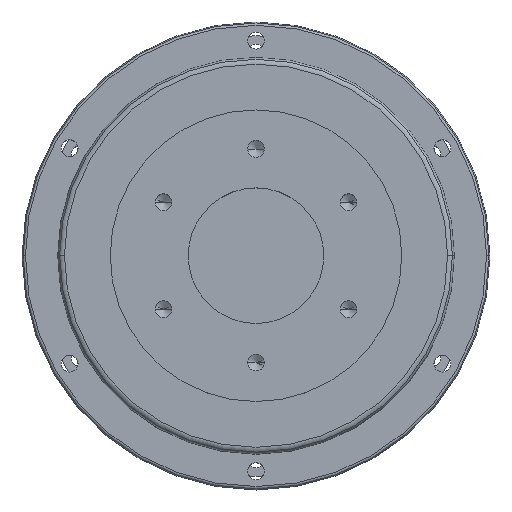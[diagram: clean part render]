
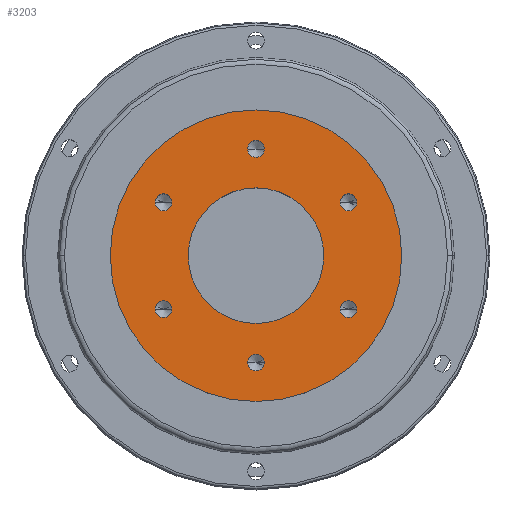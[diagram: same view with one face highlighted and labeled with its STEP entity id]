
A CAD part, top view. The second image highlights one B-rep face of the part: STEP entity #3203.
In plain terms, the highlighted planar face has unit normal (0, 0, 1).
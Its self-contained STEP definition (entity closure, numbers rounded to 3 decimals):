
#1072=CARTESIAN_POINT('',(27.28,-15.75,57.));
#1073=DIRECTION('',(0.,0.,-1.));
#1074=DIRECTION('',(1.,0.,0.));
#1075=AXIS2_PLACEMENT_3D('',#1072,#1073,#1074);
#1077=CARTESIAN_POINT('',(27.28,-15.75,57.));
#1078=DIRECTION('',(0.,0.,-1.));
#1079=DIRECTION('',(-1.,0.,0.));
#1080=AXIS2_PLACEMENT_3D('',#1077,#1078,#1079);
#1082=CARTESIAN_POINT('',(27.28,15.75,57.));
#1083=DIRECTION('',(0.,0.,-1.));
#1084=DIRECTION('',(1.,0.,0.));
#1085=AXIS2_PLACEMENT_3D('',#1082,#1083,#1084);
#1087=CARTESIAN_POINT('',(27.28,15.75,57.));
#1088=DIRECTION('',(0.,0.,-1.));
#1089=DIRECTION('',(-1.,0.,0.));
#1090=AXIS2_PLACEMENT_3D('',#1087,#1088,#1089);
#1092=CARTESIAN_POINT('',(0.,31.5,57.));
#1093=DIRECTION('',(0.,0.,-1.));
#1094=DIRECTION('',(1.,0.,0.));
#1095=AXIS2_PLACEMENT_3D('',#1092,#1093,#1094);
#1097=CARTESIAN_POINT('',(0.,31.5,57.));
#1098=DIRECTION('',(0.,0.,-1.));
#1099=DIRECTION('',(-1.,0.,0.));
#1100=AXIS2_PLACEMENT_3D('',#1097,#1098,#1099);
#1102=CARTESIAN_POINT('',(-27.28,15.75,57.));
#1103=DIRECTION('',(0.,0.,-1.));
#1104=DIRECTION('',(1.,0.,0.));
#1105=AXIS2_PLACEMENT_3D('',#1102,#1103,#1104);
#1107=CARTESIAN_POINT('',(-27.28,15.75,57.));
#1108=DIRECTION('',(0.,0.,-1.));
#1109=DIRECTION('',(-1.,0.,0.));
#1110=AXIS2_PLACEMENT_3D('',#1107,#1108,#1109);
#1112=CARTESIAN_POINT('',(-27.28,-15.75,57.));
#1113=DIRECTION('',(0.,0.,-1.));
#1114=DIRECTION('',(1.,0.,0.));
#1115=AXIS2_PLACEMENT_3D('',#1112,#1113,#1114);
#1117=CARTESIAN_POINT('',(-27.28,-15.75,57.));
#1118=DIRECTION('',(0.,0.,-1.));
#1119=DIRECTION('',(-1.,0.,0.));
#1120=AXIS2_PLACEMENT_3D('',#1117,#1118,#1119);
#1122=CARTESIAN_POINT('',(0.,-31.5,57.));
#1123=DIRECTION('',(0.,0.,-1.));
#1124=DIRECTION('',(1.,0.,0.));
#1125=AXIS2_PLACEMENT_3D('',#1122,#1123,#1124);
#1127=CARTESIAN_POINT('',(0.,-31.5,57.));
#1128=DIRECTION('',(0.,0.,-1.));
#1129=DIRECTION('',(-1.,0.,0.));
#1130=AXIS2_PLACEMENT_3D('',#1127,#1128,#1129);
#1132=CARTESIAN_POINT('',(0.,0.,57.));
#1133=DIRECTION('',(0.,0.,-1.));
#1134=DIRECTION('',(1.,0.,0.));
#1135=AXIS2_PLACEMENT_3D('',#1132,#1133,#1134);
#1137=CARTESIAN_POINT('',(0.,0.,57.));
#1138=DIRECTION('',(0.,0.,-1.));
#1139=DIRECTION('',(-1.,0.,0.));
#1140=AXIS2_PLACEMENT_3D('',#1137,#1138,#1139);
#1142=CARTESIAN_POINT('',(0.,0.,57.));
#1143=DIRECTION('',(0.,0.,1.));
#1144=DIRECTION('',(1.,0.,0.));
#1145=AXIS2_PLACEMENT_3D('',#1142,#1143,#1144);
#1147=CARTESIAN_POINT('',(0.,0.,57.));
#1148=DIRECTION('',(0.,0.,1.));
#1149=DIRECTION('',(-1.,0.,0.));
#1150=AXIS2_PLACEMENT_3D('',#1147,#1148,#1149);
#1497=CARTESIAN_POINT('',(24.78,-15.75,57.));
#1499=VERTEX_POINT('',#1497);
#1501=CARTESIAN_POINT('',(29.78,-15.75,57.));
#1503=VERTEX_POINT('',#1501);
#1507=CARTESIAN_POINT('',(24.78,15.75,57.));
#1509=VERTEX_POINT('',#1507);
#1511=CARTESIAN_POINT('',(29.78,15.75,57.));
#1513=VERTEX_POINT('',#1511);
#1517=CARTESIAN_POINT('',(-2.5,31.5,57.));
#1519=VERTEX_POINT('',#1517);
#1521=CARTESIAN_POINT('',(2.5,31.5,57.));
#1523=VERTEX_POINT('',#1521);
#1527=CARTESIAN_POINT('',(-29.78,15.75,57.));
#1529=VERTEX_POINT('',#1527);
#1531=CARTESIAN_POINT('',(-24.78,15.75,57.));
#1533=VERTEX_POINT('',#1531);
#1537=CARTESIAN_POINT('',(-29.78,-15.75,57.));
#1539=VERTEX_POINT('',#1537);
#1541=CARTESIAN_POINT('',(-24.78,-15.75,57.));
#1543=VERTEX_POINT('',#1541);
#1547=CARTESIAN_POINT('',(-2.5,-31.5,57.));
#1549=VERTEX_POINT('',#1547);
#1551=CARTESIAN_POINT('',(2.5,-31.5,57.));
#1553=VERTEX_POINT('',#1551);
#1557=CARTESIAN_POINT('',(-20.,0.,57.));
#1559=VERTEX_POINT('',#1557);
#1561=CARTESIAN_POINT('',(20.,0.,57.));
#1563=VERTEX_POINT('',#1561);
#1564=CARTESIAN_POINT('',(-43.,0.,57.));
#1566=VERTEX_POINT('',#1564);
#1568=CARTESIAN_POINT('',(43.,0.,57.));
#1570=VERTEX_POINT('',#1568);
#3151=CARTESIAN_POINT('',(0.,0.,57.));
#3152=DIRECTION('',(0.,0.,1.));
#3153=DIRECTION('',(1.,0.,0.));
#3154=AXIS2_PLACEMENT_3D('',#3151,#3152,#3153);
#3155=PLANE('',#3154);
#3157=ORIENTED_EDGE('',*,*,#3156,.F.);
#3158=ORIENTED_EDGE('',*,*,#3141,.F.);
#3159=EDGE_LOOP('',(#3157,#3158));
#3160=FACE_OUTER_BOUND('',#3159,.F.);
#3162=ORIENTED_EDGE('',*,*,#3161,.F.);
#3164=ORIENTED_EDGE('',*,*,#3163,.F.);
#3165=EDGE_LOOP('',(#3162,#3164));
#3166=FACE_BOUND('',#3165,.F.);
#3168=ORIENTED_EDGE('',*,*,#3167,.F.);
#3170=ORIENTED_EDGE('',*,*,#3169,.F.);
#3171=EDGE_LOOP('',(#3168,#3170));
#3172=FACE_BOUND('',#3171,.F.);
#3174=ORIENTED_EDGE('',*,*,#3173,.F.);
#3176=ORIENTED_EDGE('',*,*,#3175,.F.);
#3177=EDGE_LOOP('',(#3174,#3176));
#3178=FACE_BOUND('',#3177,.F.);
#3180=ORIENTED_EDGE('',*,*,#3179,.F.);
#3182=ORIENTED_EDGE('',*,*,#3181,.F.);
#3183=EDGE_LOOP('',(#3180,#3182));
#3184=FACE_BOUND('',#3183,.F.);
#3186=ORIENTED_EDGE('',*,*,#3185,.F.);
#3188=ORIENTED_EDGE('',*,*,#3187,.F.);
#3189=EDGE_LOOP('',(#3186,#3188));
#3190=FACE_BOUND('',#3189,.F.);
#3192=ORIENTED_EDGE('',*,*,#3191,.F.);
#3194=ORIENTED_EDGE('',*,*,#3193,.F.);
#3195=EDGE_LOOP('',(#3192,#3194));
#3196=FACE_BOUND('',#3195,.F.);
#3198=ORIENTED_EDGE('',*,*,#3197,.F.);
#3200=ORIENTED_EDGE('',*,*,#3199,.F.);
#3201=EDGE_LOOP('',(#3198,#3200));
#3202=FACE_BOUND('',#3201,.F.);
#3203=ADVANCED_FACE('',(#3160,#3166,#3172,#3178,#3184,#3190,#3196,#3202),#3155,
.T.);
#1076=CIRCLE('',#1075,2.5);
#1081=CIRCLE('',#1080,2.5);
#1086=CIRCLE('',#1085,2.5);
#1091=CIRCLE('',#1090,2.5);
#1096=CIRCLE('',#1095,2.5);
#1101=CIRCLE('',#1100,2.5);
#1106=CIRCLE('',#1105,2.5);
#1111=CIRCLE('',#1110,2.5);
#1116=CIRCLE('',#1115,2.5);
#1121=CIRCLE('',#1120,2.5);
#1126=CIRCLE('',#1125,2.5);
#1131=CIRCLE('',#1130,2.5);
#1136=CIRCLE('',#1135,20.);
#1141=CIRCLE('',#1140,20.);
#1146=CIRCLE('',#1145,43.);
#1151=CIRCLE('',#1150,43.);
#3141=EDGE_CURVE('',#1566,#1570,#1151,.T.);
#3156=EDGE_CURVE('',#1570,#1566,#1146,.T.);
#3161=EDGE_CURVE('',#1513,#1509,#1086,.T.);
#3163=EDGE_CURVE('',#1509,#1513,#1091,.T.);
#3167=EDGE_CURVE('',#1523,#1519,#1096,.T.);
#3169=EDGE_CURVE('',#1519,#1523,#1101,.T.);
#3173=EDGE_CURVE('',#1533,#1529,#1106,.T.);
#3175=EDGE_CURVE('',#1529,#1533,#1111,.T.);
#3179=EDGE_CURVE('',#1543,#1539,#1116,.T.);
#3181=EDGE_CURVE('',#1539,#1543,#1121,.T.);
#3185=EDGE_CURVE('',#1553,#1549,#1126,.T.);
#3187=EDGE_CURVE('',#1549,#1553,#1131,.T.);
#3191=EDGE_CURVE('',#1563,#1559,#1136,.T.);
#3193=EDGE_CURVE('',#1559,#1563,#1141,.T.);
#3197=EDGE_CURVE('',#1503,#1499,#1076,.T.);
#3199=EDGE_CURVE('',#1499,#1503,#1081,.T.);
